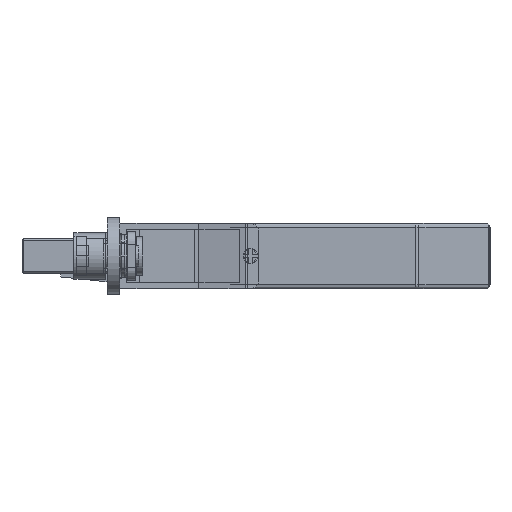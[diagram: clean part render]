
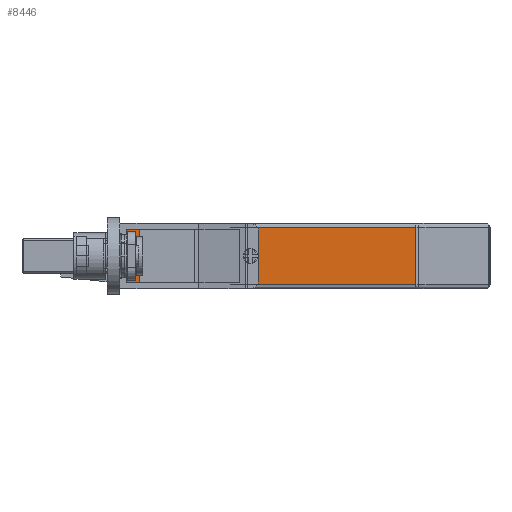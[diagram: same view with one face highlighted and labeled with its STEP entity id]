
A CAD part, front view. The second image highlights one B-rep face of the part: STEP entity #8446.
In plain terms, the highlighted face is planar.
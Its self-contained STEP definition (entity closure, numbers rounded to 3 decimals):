
#262 = LINE ( 'NONE', #13103, #15575 ) ;
#559 = DIRECTION ( 'NONE',  ( 0., 1., 0. ) ) ;
#674 = CIRCLE ( 'NONE', #10945, 1.75 ) ;
#689 = VECTOR ( 'NONE', #8277, 1000. ) ;
#961 = CARTESIAN_POINT ( 'NONE',  ( 44.75, 145.3, 6. ) ) ;
#1302 = LINE ( 'NONE', #2766, #689 ) ;
#1760 = PLANE ( 'NONE',  #8818 ) ;
#2089 = DIRECTION ( 'NONE',  ( 0., 0., -1. ) ) ;
#2766 = CARTESIAN_POINT ( 'NONE',  ( 14., 145.3, 12.75 ) ) ;
#3190 = CARTESIAN_POINT ( 'NONE',  ( 44.75, 145.3, 7.75 ) ) ;
#3224 = FACE_BOUND ( 'NONE', #14174, .T. ) ;
#3271 = CARTESIAN_POINT ( 'NONE',  ( 14., 145.3, -0.75 ) ) ;
#3280 = CARTESIAN_POINT ( 'NONE',  ( 14., 145.3, 12.75 ) ) ;
#3940 = ORIENTED_EDGE ( 'NONE', *, *, #4692, .T. ) ;
#4158 = DIRECTION ( 'NONE',  ( 0., 0., 1. ) ) ;
#4363 = CARTESIAN_POINT ( 'NONE',  ( 14., 145.3, -0.75 ) ) ;
#4678 = VERTEX_POINT ( 'NONE', #9065 ) ;
#4689 = CARTESIAN_POINT ( 'NONE',  ( 14., 145.3, -1.75 ) ) ;
#4692 = EDGE_CURVE ( 'NONE', #17008, #9434, #4982, .T. ) ;
#4982 = CIRCLE ( 'NONE', #6448, 1.75 ) ;
#5369 = VERTEX_POINT ( 'NONE', #3271 ) ;
#5767 = DIRECTION ( 'NONE',  ( 0., 0., -1. ) ) ;
#5828 = LINE ( 'NONE', #4363, #12979 ) ;
#6448 = AXIS2_PLACEMENT_3D ( 'NONE', #15783, #14668, #2089 ) ;
#7092 = CARTESIAN_POINT ( 'NONE',  ( 14., 145.3, -1.75 ) ) ;
#8116 = DIRECTION ( 'NONE',  ( 0., -1., 0. ) ) ;
#8277 = DIRECTION ( 'NONE',  ( 1., 0., 0. ) ) ;
#8446 = ADVANCED_FACE ( 'NONE', ( #3224, #14504 ), #1760, .T. ) ;
#8818 = AXIS2_PLACEMENT_3D ( 'NONE', #4689, #559, #8817 ) ;
#8817 = DIRECTION ( 'NONE',  ( 0., 0., 1. ) ) ;
#8949 = EDGE_CURVE ( 'NONE', #13174, #4678, #262, .T. ) ;
#9012 = VERTEX_POINT ( 'NONE', #3280 ) ;
#9065 = CARTESIAN_POINT ( 'NONE',  ( 83.586, 145.3, -0.75 ) ) ;
#9434 = VERTEX_POINT ( 'NONE', #15483 ) ;
#9676 = LINE ( 'NONE', #7092, #10427 ) ;
#10427 = VECTOR ( 'NONE', #4158, 1000. ) ;
#10784 = EDGE_LOOP ( 'NONE', ( #11297, #14827, #14421, #11503 ) ) ;
#10945 = AXIS2_PLACEMENT_3D ( 'NONE', #961, #8116, #13540 ) ;
#11297 = ORIENTED_EDGE ( 'NONE', *, *, #16477, .T. ) ;
#11503 = ORIENTED_EDGE ( 'NONE', *, *, #11514, .T. ) ;
#11514 = EDGE_CURVE ( 'NONE', #4678, #5369, #5828, .T. ) ;
#11850 = EDGE_CURVE ( 'NONE', #9434, #17008, #674, .T. ) ;
#12357 = EDGE_CURVE ( 'NONE', #9012, #13174, #1302, .T. ) ;
#12979 = VECTOR ( 'NONE', #13918, 1000. ) ;
#13103 = CARTESIAN_POINT ( 'NONE',  ( 83.586, 145.3, -1.75 ) ) ;
#13174 = VERTEX_POINT ( 'NONE', #13813 ) ;
#13540 = DIRECTION ( 'NONE',  ( 0., 0., -1. ) ) ;
#13767 = ORIENTED_EDGE ( 'NONE', *, *, #11850, .T. ) ;
#13813 = CARTESIAN_POINT ( 'NONE',  ( 83.586, 145.3, 12.75 ) ) ;
#13918 = DIRECTION ( 'NONE',  ( -1., 0., 0. ) ) ;
#14174 = EDGE_LOOP ( 'NONE', ( #13767, #3940 ) ) ;
#14421 = ORIENTED_EDGE ( 'NONE', *, *, #8949, .T. ) ;
#14504 = FACE_OUTER_BOUND ( 'NONE', #10784, .T. ) ;
#14668 = DIRECTION ( 'NONE',  ( 0., -1., 0. ) ) ;
#14827 = ORIENTED_EDGE ( 'NONE', *, *, #12357, .T. ) ;
#15483 = CARTESIAN_POINT ( 'NONE',  ( 44.75, 145.3, 4.25 ) ) ;
#15575 = VECTOR ( 'NONE', #5767, 1000. ) ;
#15783 = CARTESIAN_POINT ( 'NONE',  ( 44.75, 145.3, 6. ) ) ;
#16477 = EDGE_CURVE ( 'NONE', #5369, #9012, #9676, .T. ) ;
#17008 = VERTEX_POINT ( 'NONE', #3190 ) ;
